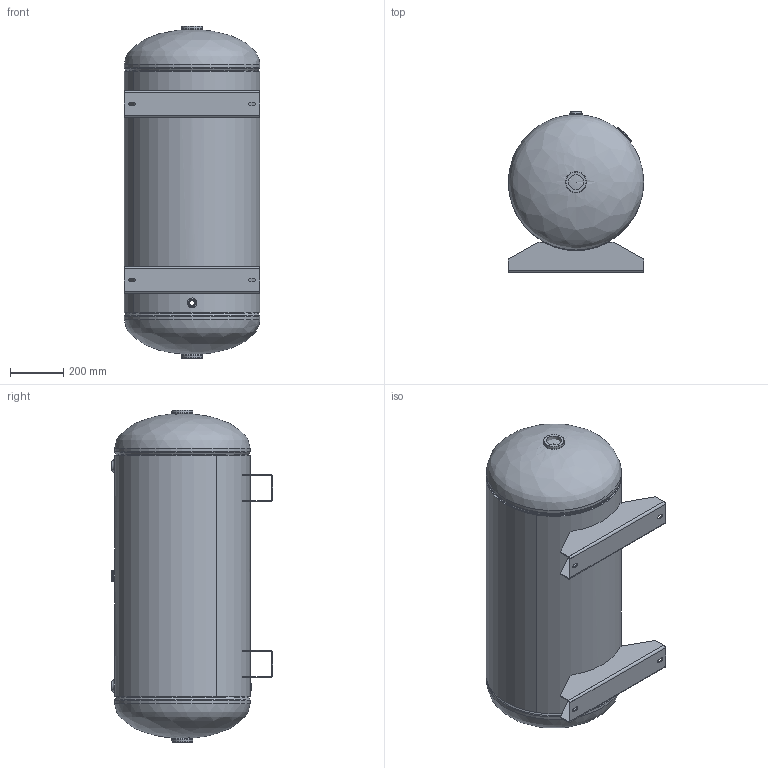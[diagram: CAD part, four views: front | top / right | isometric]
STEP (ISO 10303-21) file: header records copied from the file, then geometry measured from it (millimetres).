
FILE_DESCRIPTION(/* description */ ('20 X 48 200# HORIZONTAL AIR RECEIVER'),/* implementation_level */ '2;1');
FILE_NAME(/* name */ 'A10029-300.stp',/* time_stamp */ '2018-10-18T08:40:02-04:00',/* author */ ('Matt.Gilbert'),/* organization */ ('STEEL FAB IF WE MAKE IT, VENDOR IF WE DON''T'),/* preprocessor_version */ 'ST-DEVELOPER v16.5',/* originating_system */ 'Autodesk Inventor 2017',/* authorisation */ 'CHECKERS BOSS');
FILE_SCHEMA (('AUTOMOTIVE_DESIGN { 1 0 10303 214 3 1 1 }'));
Length unit declared in the file: inch
Products named in the file (10): A10029-300; A10029-300-SL; H20187J-414G; F102000; F101000; F100750; F100250; F100500; S109145; A10029-300-NP
Assembly tree (13 placements, depth 2):
  A10029-300
    A10029-300-SL
    H20187J-414G  x2
    F102000  x2
    F100750  x2
    F101000
    F100250
    F100500
    S109145  x2
    A10029-300-NP
Bounding box: 508 x 605.47 x 1246.17 mm (x, y, z)
Volume: 11719144.2 mm3; surface area: 4943543.9 mm2
Topology: 19 solids, 19 shells, 354 faces, 891 edges, 581 vertices
Faces by surface type: plane 192, cylinder 72, torus 37, bspline 36, cone 17
Full cylindrical faces by diameter (mm): 9.525 x4, 11.455 x1, 18.644 x1, 26.987 x2, 30.302 x1, 30.937 x1, 36.512 x2, 36.909 x2, 39.688 x2, 44.831 x1, 50.8 x1, 52.387 x2, 56.667 x2, 79.383 x2, 485.038 x2, 494.538 x2, 497.84 x1, 498.5 x2, 508 x3
Entity records: 10238 total; most frequent: CARTESIAN_POINT 3176, DIRECTION 1356, ORIENTED_EDGE 1344, EDGE_CURVE 672, AXIS2_PLACEMENT_3D 502, VERTEX_POINT 477, EDGE_LOOP 409, LINE 352
